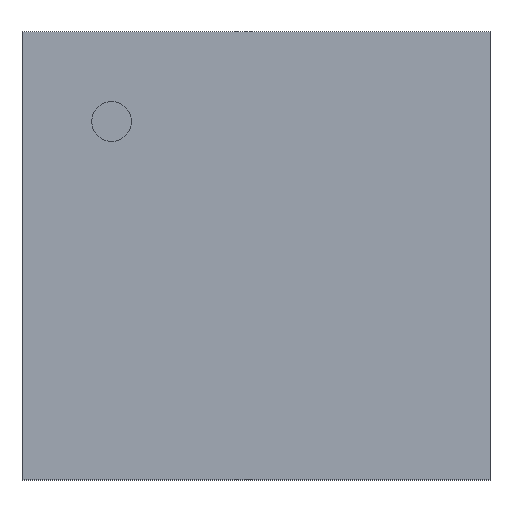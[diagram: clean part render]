
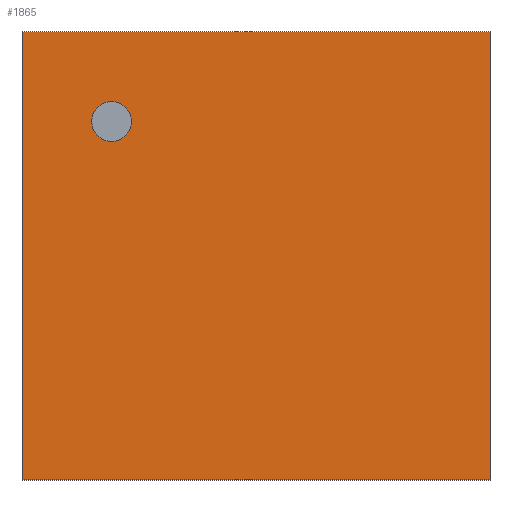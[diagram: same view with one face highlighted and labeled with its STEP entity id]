
A CAD part, top view. The second image highlights one B-rep face of the part: STEP entity #1865.
In plain terms, the highlighted planar face has unit normal (0, 0, 1).
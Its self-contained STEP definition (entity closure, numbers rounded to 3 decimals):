
#13=DIRECTION('',(0.,0.,1.));
#126=VECTOR('',#127,1.);
#127=DIRECTION('',(1.,0.,0.));
#133=VECTOR('',#134,1.);
#134=DIRECTION('',(0.,-1.,0.));
#674=VERTEX_POINT('',#675);
#675=CARTESIAN_POINT('',(-2.35,2.25,0.78));
#680=VERTEX_POINT('',#681);
#681=CARTESIAN_POINT('',(2.35,2.25,0.78));
#683=ORIENTED_EDGE('',*,*,#684,.F.);
#684=EDGE_CURVE('',#674,#680,#685,.T.);
#685=LINE('',#675,#126);
#692=EDGE_CURVE('',#680,#693,#695,.T.);
#693=VERTEX_POINT('',#694);
#694=CARTESIAN_POINT('',(2.35,-2.25,0.78));
#695=LINE('',#681,#133);
#706=ORIENTED_EDGE('',*,*,#707,.T.);
#707=EDGE_CURVE('',#674,#708,#710,.T.);
#708=VERTEX_POINT('',#709);
#709=CARTESIAN_POINT('',(-2.35,-2.25,0.78));
#710=LINE('',#675,#133);
#721=EDGE_CURVE('',#708,#693,#722,.T.);
#722=LINE('',#709,#126);
#1865=ADVANCED_FACE('',(#1866,#1870),#1880,.T.);
#1866=FACE_BOUND('',#1867,.T.);
#1867=EDGE_LOOP('',(#683,#706,#1868,#1869));
#1868=ORIENTED_EDGE('',*,*,#721,.T.);
#1869=ORIENTED_EDGE('',*,*,#692,.F.);
#1870=FACE_BOUND('',#1871,.T.);
#1871=EDGE_LOOP('',(#1872));
#1872=ORIENTED_EDGE('',*,*,#1873,.T.);
#1873=EDGE_CURVE('',#1874,#1874,#1876,.T.);
#1874=VERTEX_POINT('',#1875);
#1875=CARTESIAN_POINT('',(-1.45,1.15,0.78));
#1876=CIRCLE('',#1877,0.2);
#1877=AXIS2_PLACEMENT_3D('',#1878,#1879,#134);
#1878=CARTESIAN_POINT('',(-1.45,1.35,0.78));
#1879=DIRECTION('',(0.,0.,-1.));
#1880=PLANE('',#1881);
#1881=AXIS2_PLACEMENT_3D('',#675,#13,#134);
